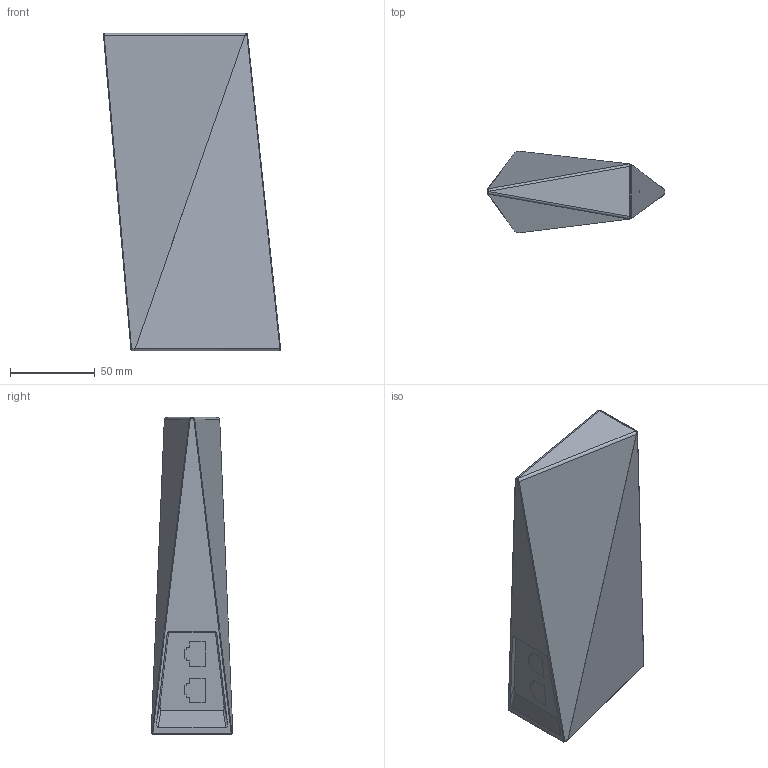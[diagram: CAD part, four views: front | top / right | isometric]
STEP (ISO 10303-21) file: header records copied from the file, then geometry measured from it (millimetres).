
FILE_DESCRIPTION(/* description */ (''),/* implementation_level */ '2;1');
FILE_NAME(/* name */ '456772_01_Gen1_Wifi.stp',/* time_stamp */ '2022-08-18T10:21:48-07:00',/* author */ (''),/* organization */ (''),/* preprocessor_version */ 'ST-DEVELOPER v18.102',/* originating_system */ 'SIEMENS PLM Software NX 2023',/* authorisation */ '');
FILE_SCHEMA (('AUTOMOTIVE_DESIGN { 1 0 10303 214 3 1 1 1 }'));
Length unit declared in the file: millimetre
Products named in the file (1): 01_objects
Bounding box: 104.55 x 48.09 x 187 mm (x, y, z)
Volume: 445930.1 mm3; surface area: 61049.9 mm2
Topology: 2 solids, 2 shells, 73 faces, 186 edges, 121 vertices
Faces by surface type: cylinder 30, plane 25, bspline 14, cone 2, sphere 2
Full cylindrical faces by diameter (mm): 1 x1, 2 x1
Entity records: 2384 total; most frequent: CARTESIAN_POINT 576, DIRECTION 380, ORIENTED_EDGE 364, EDGE_CURVE 182, AXIS2_PLACEMENT_3D 141, VERTEX_POINT 121, LINE 98, VECTOR 98
